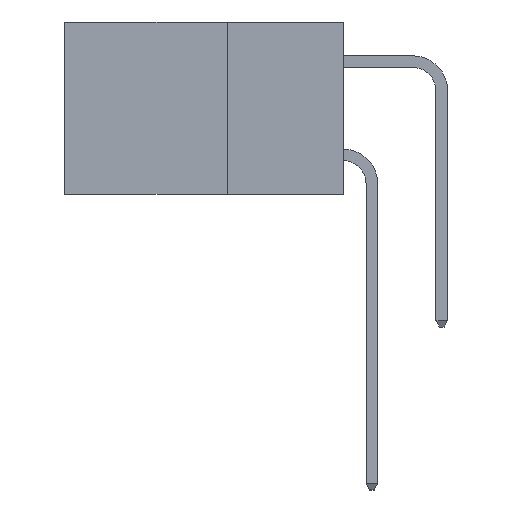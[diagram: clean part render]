
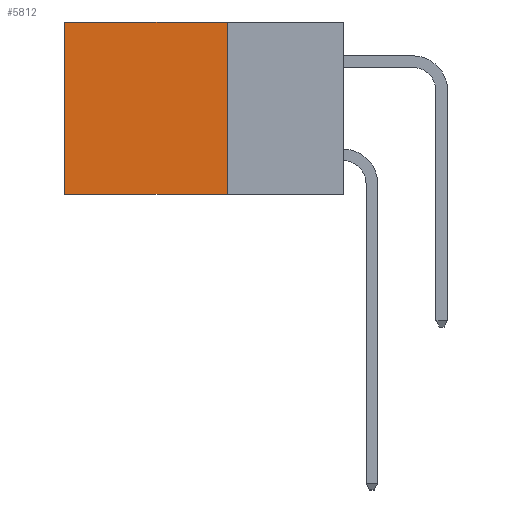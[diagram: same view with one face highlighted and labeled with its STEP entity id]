
A CAD part, left-side view. The second image highlights one B-rep face of the part: STEP entity #5812.
In plain terms, the highlighted planar face has unit normal (-1, 0, 0).
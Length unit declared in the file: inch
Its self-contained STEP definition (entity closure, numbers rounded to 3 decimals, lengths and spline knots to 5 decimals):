
#125 = EDGE_CURVE ( 'NONE', #5780, #2959, #10468, .T. ) ;
#268 = EDGE_CURVE ( 'NONE', #12167, #5780, #1900, .T. ) ;
#480 = ORIENTED_EDGE ( 'NONE', *, *, #125, .T. ) ;
#944 = VECTOR ( 'NONE', #11024, 39.37008 ) ;
#1127 = AXIS2_PLACEMENT_3D ( 'NONE', #12214, #11471, #11458 ) ;
#1228 = DIRECTION ( 'NONE',  ( 0., 0., -1. ) ) ;
#1377 = CARTESIAN_POINT ( 'NONE',  ( 0.2615, 0.25, -0.37 ) ) ;
#1900 = LINE ( 'NONE', #7242, #9291 ) ;
#1984 = ORIENTED_EDGE ( 'NONE', *, *, #5121, .F. ) ;
#2442 = CARTESIAN_POINT ( 'NONE',  ( 0.2615, 0.25, 0. ) ) ;
#2595 = ORIENTED_EDGE ( 'NONE', *, *, #3701, .F. ) ;
#2675 = EDGE_LOOP ( 'NONE', ( #480, #1984, #2595, #4129 ) ) ;
#2917 = LINE ( 'NONE', #11422, #944 ) ;
#2954 = VECTOR ( 'NONE', #1228, 39.37008 ) ;
#2959 = VERTEX_POINT ( 'NONE', #5801 ) ;
#3701 = EDGE_CURVE ( 'NONE', #12167, #10863, #8062, .T. ) ;
#4129 = ORIENTED_EDGE ( 'NONE', *, *, #268, .T. ) ;
#5121 = EDGE_CURVE ( 'NONE', #10863, #2959, #2917, .T. ) ;
#5370 = VECTOR ( 'NONE', #10042, 39.37008 ) ;
#5780 = VERTEX_POINT ( 'NONE', #12232 ) ;
#5801 = CARTESIAN_POINT ( 'NONE',  ( 0.2615, 0.6, -0.37 ) ) ;
#5812 = ADVANCED_FACE ( 'NONE', ( #6635 ), #11575, .F. ) ;
#6635 = FACE_OUTER_BOUND ( 'NONE', #2675, .T. ) ;
#7242 = CARTESIAN_POINT ( 'NONE',  ( 0.2615, 0.25, 0. ) ) ;
#8062 = LINE ( 'NONE', #1377, #2954 ) ;
#8638 = DIRECTION ( 'NONE',  ( 0., 1., 0. ) ) ;
#9291 = VECTOR ( 'NONE', #8638, 39.37008 ) ;
#10042 = DIRECTION ( 'NONE',  ( 0., 0., -1. ) ) ;
#10200 = CARTESIAN_POINT ( 'NONE',  ( 0.2615, 0.25, -0.37 ) ) ;
#10275 = CARTESIAN_POINT ( 'NONE',  ( 0.2615, 0.6, -0.37 ) ) ;
#10468 = LINE ( 'NONE', #10275, #5370 ) ;
#10863 = VERTEX_POINT ( 'NONE', #10200 ) ;
#11024 = DIRECTION ( 'NONE',  ( 0., 1., 0. ) ) ;
#11422 = CARTESIAN_POINT ( 'NONE',  ( 0.2615, 0.25, -0.37 ) ) ;
#11458 = DIRECTION ( 'NONE',  ( 0., 0., -1. ) ) ;
#11471 = DIRECTION ( 'NONE',  ( 1., 0., 0. ) ) ;
#11575 = PLANE ( 'NONE',  #1127 ) ;
#12167 = VERTEX_POINT ( 'NONE', #2442 ) ;
#12214 = CARTESIAN_POINT ( 'NONE',  ( 0.2615, 0.25, -0.37 ) ) ;
#12232 = CARTESIAN_POINT ( 'NONE',  ( 0.2615, 0.6, 0. ) ) ;
